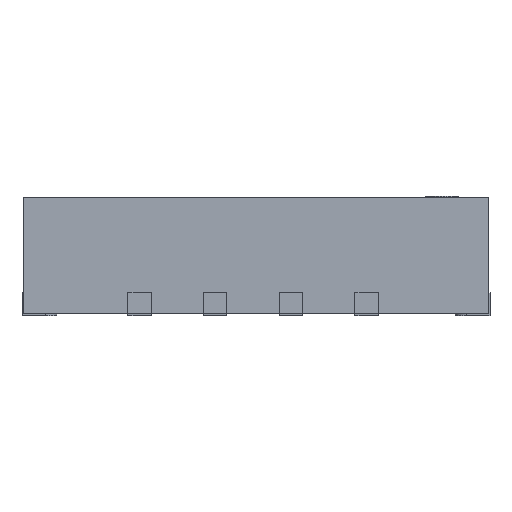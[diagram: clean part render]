
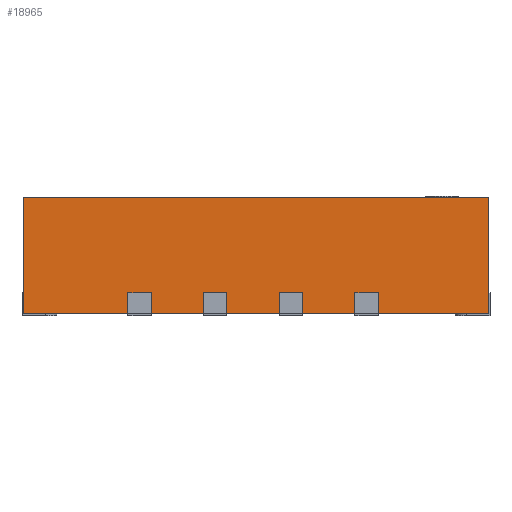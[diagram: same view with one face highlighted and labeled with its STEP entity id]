
A CAD part, left-side view. The second image highlights one B-rep face of the part: STEP entity #18965.
In plain terms, the highlighted planar face has unit normal (-1, 0, 0).
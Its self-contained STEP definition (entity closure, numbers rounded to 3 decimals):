
#525 = CARTESIAN_POINT ( 'NONE',  ( -2., 2., 1.03 ) ) ;
#1951 = LINE ( 'NONE', #19954, #21431 ) ;
#2275 = VERTEX_POINT ( 'NONE', #2475 ) ;
#2475 = CARTESIAN_POINT ( 'NONE',  ( -2., -2., 0.03 ) ) ;
#3310 = CARTESIAN_POINT ( 'NONE',  ( -2., -2., 1.03 ) ) ;
#3632 = EDGE_CURVE ( 'NONE', #18844, #8807, #7360, .T. ) ;
#3721 = EDGE_CURVE ( 'NONE', #7598, #2275, #18262, .T. ) ;
#3795 = DIRECTION ( 'NONE',  ( 0., -1., 0. ) ) ;
#5820 = CARTESIAN_POINT ( 'NONE',  ( -2., 2., 0.03 ) ) ;
#6110 = ORIENTED_EDGE ( 'NONE', *, *, #7111, .T. ) ;
#7058 = ORIENTED_EDGE ( 'NONE', *, *, #3632, .F. ) ;
#7111 = EDGE_CURVE ( 'NONE', #18844, #7598, #1951, .T. ) ;
#7347 = VECTOR ( 'NONE', #3795, 1000. ) ;
#7360 = LINE ( 'NONE', #21786, #7347 ) ;
#7598 = VERTEX_POINT ( 'NONE', #10041 ) ;
#7638 = EDGE_CURVE ( 'NONE', #8807, #2275, #23079, .T. ) ;
#8807 = VERTEX_POINT ( 'NONE', #13622 ) ;
#9210 = CARTESIAN_POINT ( 'NONE',  ( -2., 2., 1.03 ) ) ;
#10041 = CARTESIAN_POINT ( 'NONE',  ( -2., 2., 0.03 ) ) ;
#10942 = DIRECTION ( 'NONE',  ( 0., 1., 0. ) ) ;
#11971 = EDGE_LOOP ( 'NONE', ( #14546, #18443, #7058, #6110 ) ) ;
#13622 = CARTESIAN_POINT ( 'NONE',  ( -2., -2., 1.03 ) ) ;
#14546 = ORIENTED_EDGE ( 'NONE', *, *, #3721, .T. ) ;
#14548 = DIRECTION ( 'NONE',  ( 0., 0., -1. ) ) ;
#14692 = AXIS2_PLACEMENT_3D ( 'NONE', #9210, #16688, #10942 ) ;
#16568 = VECTOR ( 'NONE', #21285, 1000. ) ;
#16688 = DIRECTION ( 'NONE',  ( 1., 0., 0. ) ) ;
#17215 = PLANE ( 'NONE',  #14692 ) ;
#17749 = FACE_OUTER_BOUND ( 'NONE', #11971, .T. ) ;
#18262 = LINE ( 'NONE', #5820, #18963 ) ;
#18443 = ORIENTED_EDGE ( 'NONE', *, *, #7638, .F. ) ;
#18844 = VERTEX_POINT ( 'NONE', #525 ) ;
#18963 = VECTOR ( 'NONE', #20503, 1000. ) ;
#18965 = ADVANCED_FACE ( 'NONE', ( #17749 ), #17215, .F. ) ;
#19954 = CARTESIAN_POINT ( 'NONE',  ( -2., 2., 1.03 ) ) ;
#20503 = DIRECTION ( 'NONE',  ( 0., -1., 0. ) ) ;
#21285 = DIRECTION ( 'NONE',  ( 0., 0., -1. ) ) ;
#21431 = VECTOR ( 'NONE', #14548, 1000. ) ;
#21786 = CARTESIAN_POINT ( 'NONE',  ( -2., 2., 1.03 ) ) ;
#23079 = LINE ( 'NONE', #3310, #16568 ) ;
